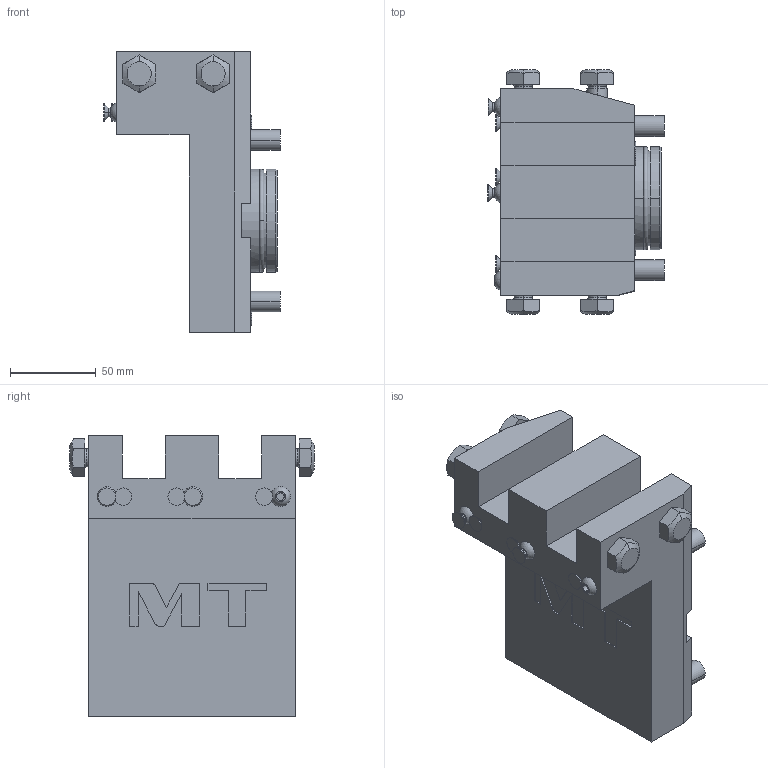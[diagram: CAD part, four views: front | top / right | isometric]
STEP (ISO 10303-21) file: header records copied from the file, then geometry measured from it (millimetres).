
FILE_DESCRIPTION((''),'2;1');
FILE_NAME('MNL0062500_CONF','2023-02-17T15:01:00',('sterribile'),('M.T. srl'),'CREO PARAMETRIC BY PTC INC, 2021072','CREO PARAMETRIC BY PTC INC, 2021072','');
FILE_SCHEMA(('CONFIG_CONTROL_DESIGN'));
Length unit declared in the file: millimetre
Products named in the file (1): MNL0062500_CONF
Bounding box: 102.55 x 142.6 x 163.5 mm (x, y, z)
Volume: 873641.7 mm3; surface area: 90674.5 mm2
Topology: 1 solids, 1 shells, 205 faces, 477 edges, 304 vertices
Faces by surface type: plane 104, cylinder 54, cone 28, torus 14, sphere 3, extrusion 2
Entity records: 6365 total; most frequent: CARTESIAN_POINT 1548, DIRECTION 1025, ORIENTED_EDGE 954, EDGE_CURVE 477, AXIS2_PLACEMENT_3D 373, VERTEX_POINT 304, VECTOR 279, LINE 277
